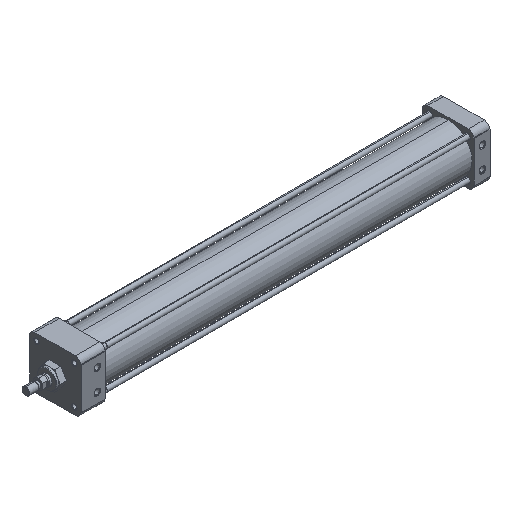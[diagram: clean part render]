
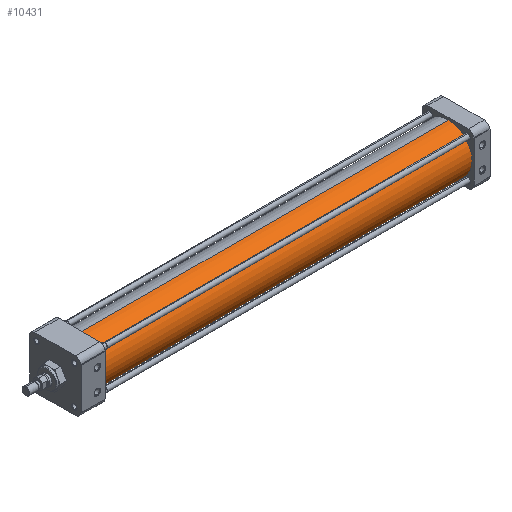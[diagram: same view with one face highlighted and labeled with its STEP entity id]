
A CAD part, isometric view. The second image highlights one B-rep face of the part: STEP entity #10431.
In plain terms, the highlighted cylindrical face has radius 34.925 mm (diameter 69.85 mm), a partial arc.
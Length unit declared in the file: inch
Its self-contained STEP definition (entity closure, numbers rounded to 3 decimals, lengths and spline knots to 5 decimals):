
#123 = AXIS2_PLACEMENT_3D ( 'NONE', #6892, #5702, #250 ) ;
#250 = DIRECTION ( 'NONE',  ( 0., 0., -1. ) ) ;
#348 = VERTEX_POINT ( 'NONE', #12809 ) ;
#711 = FACE_OUTER_BOUND ( 'NONE', #7913, .T. ) ;
#794 = AXIS2_PLACEMENT_3D ( 'NONE', #10912, #4141, #12049 ) ;
#923 = DIRECTION ( 'NONE',  ( 1., 0., 0. ) ) ;
#1063 = ORIENTED_EDGE ( 'NONE', *, *, #8356, .T. ) ;
#1766 = VERTEX_POINT ( 'NONE', #11272 ) ;
#2804 = CARTESIAN_POINT ( 'NONE',  ( 1.42, 0., 0. ) ) ;
#3001 = AXIS2_PLACEMENT_3D ( 'NONE', #2804, #10705, #3928 ) ;
#3578 = ORIENTED_EDGE ( 'NONE', *, *, #11076, .T. ) ;
#3928 = DIRECTION ( 'NONE',  ( 0., 0., -1. ) ) ;
#3965 = DIRECTION ( 'NONE',  ( 1., 0., 0. ) ) ;
#4141 = DIRECTION ( 'NONE',  ( -1., 0., 0. ) ) ;
#4329 = CARTESIAN_POINT ( 'NONE',  ( 22.826, 0., 1.375 ) ) ;
#4488 = ORIENTED_EDGE ( 'NONE', *, *, #5414, .F. ) ;
#4516 = VERTEX_POINT ( 'NONE', #10591 ) ;
#4554 = VECTOR ( 'NONE', #923, 39.37008 ) ;
#5287 = EDGE_CURVE ( 'NONE', #1766, #348, #7714, .T. ) ;
#5414 = EDGE_CURVE ( 'NONE', #4516, #348, #13586, .T. ) ;
#5702 = DIRECTION ( 'NONE',  ( 1., 0., 0. ) ) ;
#6892 = CARTESIAN_POINT ( 'NONE',  ( 22.826, 0., 0. ) ) ;
#7709 = LINE ( 'NONE', #11948, #13374 ) ;
#7714 = CIRCLE ( 'NONE', #794, 1.375 ) ;
#7913 = EDGE_LOOP ( 'NONE', ( #4488, #3578, #1063, #12355 ) ) ;
#8356 = EDGE_CURVE ( 'NONE', #10649, #1766, #7709, .T. ) ;
#8430 = CARTESIAN_POINT ( 'NONE',  ( 1.42, 0., -1.375 ) ) ;
#10431 = ADVANCED_FACE ( 'NONE', ( #711 ), #13525, .T. ) ;
#10591 = CARTESIAN_POINT ( 'NONE',  ( 1.42, 0., 1.375 ) ) ;
#10649 = VERTEX_POINT ( 'NONE', #8430 ) ;
#10705 = DIRECTION ( 'NONE',  ( 1., 0., 0. ) ) ;
#10912 = CARTESIAN_POINT ( 'NONE',  ( 22.826, 0., 0. ) ) ;
#11076 = EDGE_CURVE ( 'NONE', #4516, #10649, #13299, .T. ) ;
#11272 = CARTESIAN_POINT ( 'NONE',  ( 22.826, 0., -1.375 ) ) ;
#11948 = CARTESIAN_POINT ( 'NONE',  ( 22.826, 0., -1.375 ) ) ;
#12049 = DIRECTION ( 'NONE',  ( 0., 0., -1. ) ) ;
#12355 = ORIENTED_EDGE ( 'NONE', *, *, #5287, .T. ) ;
#12809 = CARTESIAN_POINT ( 'NONE',  ( 22.826, 0., 1.375 ) ) ;
#13299 = CIRCLE ( 'NONE', #3001, 1.375 ) ;
#13374 = VECTOR ( 'NONE', #3965, 39.37008 ) ;
#13525 = CYLINDRICAL_SURFACE ( 'NONE', #123, 1.375 ) ;
#13586 = LINE ( 'NONE', #4329, #4554 ) ;
